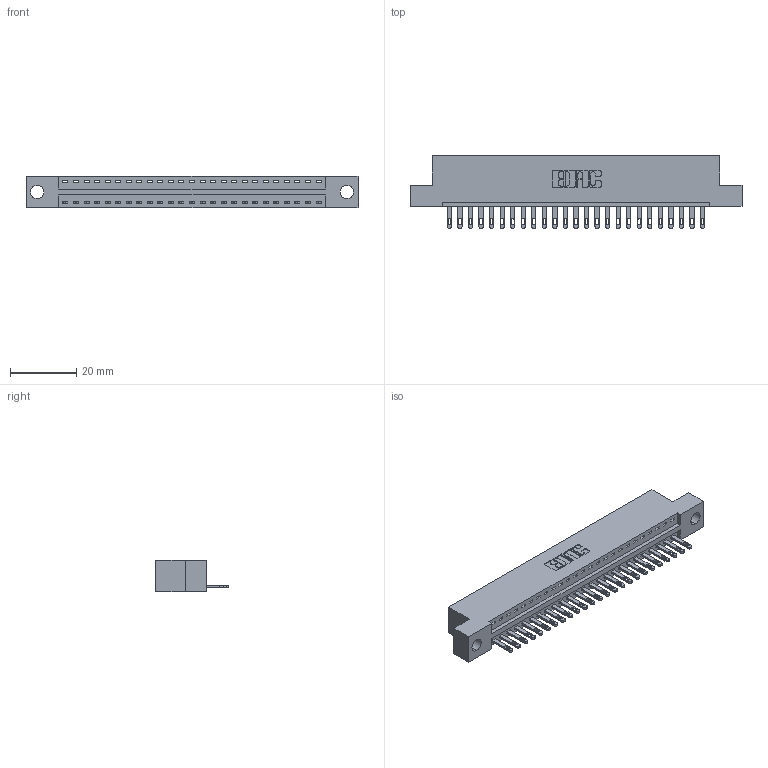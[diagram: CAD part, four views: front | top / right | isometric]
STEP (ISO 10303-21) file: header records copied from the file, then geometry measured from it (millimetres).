
FILE_DESCRIPTION (( 'STEP AP203' ), '1' );
FILE_NAME ('346-025-500-104.STEP', '2022-05-05T23:54:36', ( '' ), ( '' ), 'SwSTEP 2.0', 'SolidWorks 2020', '' );
FILE_SCHEMA (( 'CONFIG_CONTROL_DESIGN' ));
Length unit declared in the file: inch
Products named in the file (3): 345-292-001_345-293-100; 346-025-500-104; 346 Part_Flush Mounting Lugs - 0.156 Dia-TH
Assembly tree (26 placements, depth 2):
  346-025-500-104
    346 Part_Flush Mounting Lugs - 0.156 Dia-TH
    345-292-001_345-293-100  x25
Bounding box: 99.95 x 21.84 x 9.4 mm (x, y, z)
Volume: 9359.7 mm3; surface area: 11410.5 mm2
Topology: 26 solids, 26 shells, 1486 faces, 4565 edges, 3042 vertices
Faces by surface type: plane 940, cylinder 546
Entity records: 18153 total; most frequent: CARTESIAN_POINT 3125, ORIENTED_EDGE 3082, DIRECTION 2779, EDGE_CURVE 1541, LINE 1305, VECTOR 1305, VERTEX_POINT 1026, AXIS2_PLACEMENT_3D 737
